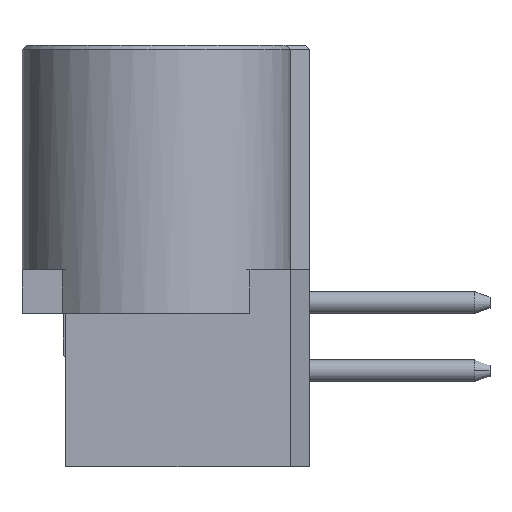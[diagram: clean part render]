
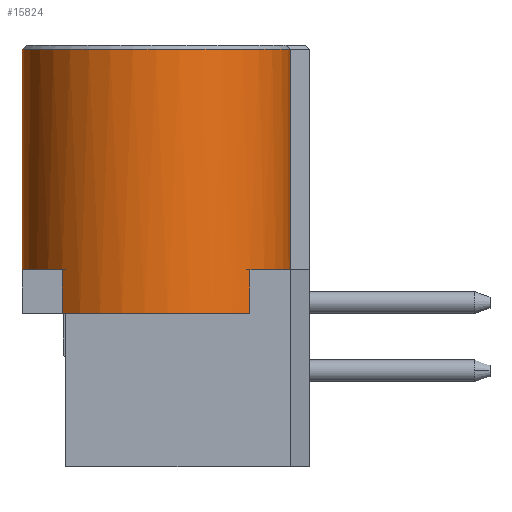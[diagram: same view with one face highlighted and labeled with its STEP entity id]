
A CAD part, left-side view. The second image highlights one B-rep face of the part: STEP entity #15824.
In plain terms, the highlighted cylindrical face has radius 2.45 mm (diameter 4.9 mm), a partial arc.
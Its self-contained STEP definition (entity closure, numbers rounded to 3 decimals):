
#104 = DIRECTION ( 'NONE',  ( -1., 0., 0. ) ) ;
#495 = EDGE_CURVE ( 'NONE', #3571, #4896, #7776, .T. ) ;
#648 = LINE ( 'NONE', #13132, #15735 ) ;
#661 = VERTEX_POINT ( 'NONE', #5805 ) ;
#759 = CARTESIAN_POINT ( 'NONE',  ( -6.9, 0.8, -1.715 ) ) ;
#867 = EDGE_CURVE ( 'NONE', #8031, #1949, #7322, .T. ) ;
#1949 = VERTEX_POINT ( 'NONE', #759 ) ;
#2097 = DIRECTION ( 'NONE',  ( 0., -1., 0. ) ) ;
#2557 = CARTESIAN_POINT ( 'NONE',  ( -6.9, 0.8, 1.715 ) ) ;
#2604 = FACE_OUTER_BOUND ( 'NONE', #13032, .T. ) ;
#3129 = VERTEX_POINT ( 'NONE', #2557 ) ;
#3363 = ORIENTED_EDGE ( 'NONE', *, *, #3687, .T. ) ;
#3534 = EDGE_CURVE ( 'NONE', #4896, #8031, #4112, .T. ) ;
#3571 = VERTEX_POINT ( 'NONE', #9913 ) ;
#3607 = DIRECTION ( 'NONE',  ( 0., -1., 0. ) ) ;
#3687 = EDGE_CURVE ( 'NONE', #661, #12101, #15352, .T. ) ;
#3790 = EDGE_CURVE ( 'NONE', #12101, #3129, #648, .T. ) ;
#4031 = CARTESIAN_POINT ( 'NONE',  ( -5.15, 4.825, 0. ) ) ;
#4112 = LINE ( 'NONE', #11848, #15952 ) ;
#4379 = DIRECTION ( 'NONE',  ( 0., 0., 1. ) ) ;
#4896 = VERTEX_POINT ( 'NONE', #10470 ) ;
#5031 = AXIS2_PLACEMENT_3D ( 'NONE', #5370, #8043, #10839 ) ;
#5370 = CARTESIAN_POINT ( 'NONE',  ( -5.15, 4.9, 0. ) ) ;
#5465 = CARTESIAN_POINT ( 'NONE',  ( -5.15, 0.8, -2.45 ) ) ;
#5686 = LINE ( 'NONE', #11151, #5857 ) ;
#5805 = CARTESIAN_POINT ( 'NONE',  ( -6.9, 0., -1.715 ) ) ;
#5847 = DIRECTION ( 'NONE',  ( -1., 0., 0. ) ) ;
#5857 = VECTOR ( 'NONE', #2097, 1000. ) ;
#6527 = CARTESIAN_POINT ( 'NONE',  ( -5.15, 0.8, 0. ) ) ;
#7102 = DIRECTION ( 'NONE',  ( 0., 1., 0. ) ) ;
#7322 = CIRCLE ( 'NONE', #10490, 2.45 ) ;
#7408 = CARTESIAN_POINT ( 'NONE',  ( -5.15, 4.9, 2.45 ) ) ;
#7587 = LINE ( 'NONE', #7408, #11593 ) ;
#7776 = CIRCLE ( 'NONE', #10053, 2.45 ) ;
#8031 = VERTEX_POINT ( 'NONE', #5465 ) ;
#8043 = DIRECTION ( 'NONE',  ( 0., -1., 0. ) ) ;
#8243 = EDGE_CURVE ( 'NONE', #3571, #14079, #7587, .T. ) ;
#8566 = CARTESIAN_POINT ( 'NONE',  ( -5.15, 0.8, 2.45 ) ) ;
#8830 = ORIENTED_EDGE ( 'NONE', *, *, #11414, .T. ) ;
#9497 = DIRECTION ( 'NONE',  ( 0., -1., 0. ) ) ;
#9913 = CARTESIAN_POINT ( 'NONE',  ( -5.15, 4.825, 2.45 ) ) ;
#10053 = AXIS2_PLACEMENT_3D ( 'NONE', #4031, #9497, #4379 ) ;
#10197 = ORIENTED_EDGE ( 'NONE', *, *, #3790, .T. ) ;
#10361 = DIRECTION ( 'NONE',  ( 0., 1., 0. ) ) ;
#10470 = CARTESIAN_POINT ( 'NONE',  ( -5.15, 4.825, -2.45 ) ) ;
#10490 = AXIS2_PLACEMENT_3D ( 'NONE', #6527, #17411, #104 ) ;
#10631 = ORIENTED_EDGE ( 'NONE', *, *, #495, .T. ) ;
#10839 = DIRECTION ( 'NONE',  ( 0., 0., -1. ) ) ;
#10984 = AXIS2_PLACEMENT_3D ( 'NONE', #12400, #7102, #5847 ) ;
#11151 = CARTESIAN_POINT ( 'NONE',  ( -6.9, 4.9, -1.715 ) ) ;
#11318 = ORIENTED_EDGE ( 'NONE', *, *, #3534, .T. ) ;
#11414 = EDGE_CURVE ( 'NONE', #3129, #14079, #13249, .T. ) ;
#11593 = VECTOR ( 'NONE', #15617, 1000. ) ;
#11848 = CARTESIAN_POINT ( 'NONE',  ( -5.15, 4.9, -2.45 ) ) ;
#12101 = VERTEX_POINT ( 'NONE', #14651 ) ;
#12175 = CYLINDRICAL_SURFACE ( 'NONE', #5031, 2.45 ) ;
#12400 = CARTESIAN_POINT ( 'NONE',  ( -5.15, 0.8, 0. ) ) ;
#12443 = CARTESIAN_POINT ( 'NONE',  ( -5.15, 0., 0. ) ) ;
#13032 = EDGE_LOOP ( 'NONE', ( #15675, #10631, #11318, #16768, #16377, #3363, #10197, #8830 ) ) ;
#13132 = CARTESIAN_POINT ( 'NONE',  ( -6.9, 4.9, 1.715 ) ) ;
#13249 = CIRCLE ( 'NONE', #10984, 2.45 ) ;
#14079 = VERTEX_POINT ( 'NONE', #8566 ) ;
#14180 = DIRECTION ( 'NONE',  ( 0., 1., 0. ) ) ;
#14541 = DIRECTION ( 'NONE',  ( 0., 0., 1. ) ) ;
#14651 = CARTESIAN_POINT ( 'NONE',  ( -6.9, 0., 1.715 ) ) ;
#15025 = EDGE_CURVE ( 'NONE', #1949, #661, #5686, .T. ) ;
#15352 = CIRCLE ( 'NONE', #15662, 2.45 ) ;
#15617 = DIRECTION ( 'NONE',  ( 0., -1., 0. ) ) ;
#15662 = AXIS2_PLACEMENT_3D ( 'NONE', #12443, #10361, #14541 ) ;
#15675 = ORIENTED_EDGE ( 'NONE', *, *, #8243, .F. ) ;
#15735 = VECTOR ( 'NONE', #14180, 1000. ) ;
#15824 = ADVANCED_FACE ( 'NONE', ( #2604 ), #12175, .T. ) ;
#15952 = VECTOR ( 'NONE', #3607, 1000. ) ;
#16377 = ORIENTED_EDGE ( 'NONE', *, *, #15025, .T. ) ;
#16768 = ORIENTED_EDGE ( 'NONE', *, *, #867, .T. ) ;
#17411 = DIRECTION ( 'NONE',  ( 0., 1., 0. ) ) ;
